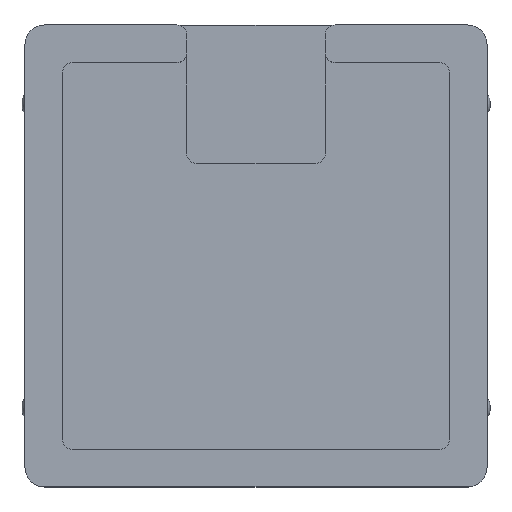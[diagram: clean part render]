
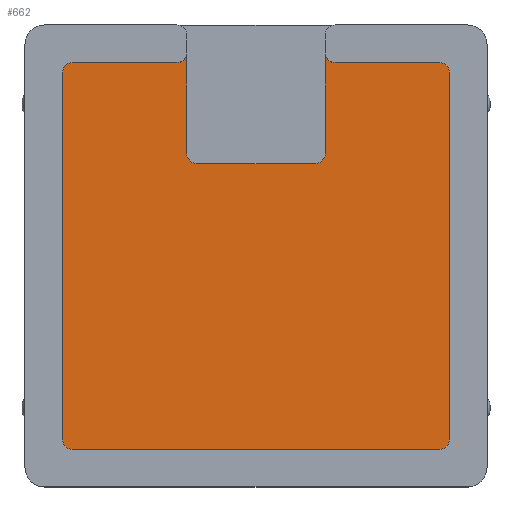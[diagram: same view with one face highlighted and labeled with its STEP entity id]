
A CAD part, top view. The second image highlights one B-rep face of the part: STEP entity #662.
In plain terms, the highlighted planar face has unit normal (0, 0, 1).
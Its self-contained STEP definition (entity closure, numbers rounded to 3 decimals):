
#25=LINE('',#1117,#81);
#33=LINE('',#1136,#89);
#45=LINE('',#1169,#101);
#50=LINE('',#1185,#106);
#54=LINE('',#1200,#110);
#55=LINE('',#1203,#111);
#56=LINE('',#1207,#112);
#57=LINE('',#1210,#113);
#81=VECTOR('',#811,10.);
#89=VECTOR('',#827,10.);
#101=VECTOR('',#855,10.);
#106=VECTOR('',#872,10.);
#110=VECTOR('',#888,10.);
#111=VECTOR('',#891,10.);
#112=VECTOR('',#894,10.);
#113=VECTOR('',#897,10.);
#159=PLANE('',#736);
#190=FACE_OUTER_BOUND('',#228,.T.);
#228=EDGE_LOOP('',(#529,#530,#531,#532,#533,#534,#535,#536,#537,#538,#539,
#540,#541,#542,#543,#544));
#262=CIRCLE('',#711,1.);
#268=CIRCLE('',#723,1.);
#270=CIRCLE('',#727,1.);
#272=CIRCLE('',#732,1.);
#273=CIRCLE('',#734,1.);
#275=CIRCLE('',#737,1.);
#276=CIRCLE('',#738,1.);
#277=CIRCLE('',#739,1.);
#295=VERTEX_POINT('',#1110);
#296=VERTEX_POINT('',#1112);
#297=VERTEX_POINT('',#1116);
#304=VERTEX_POINT('',#1134);
#315=VERTEX_POINT('',#1161);
#316=VERTEX_POINT('',#1163);
#317=VERTEX_POINT('',#1168);
#320=VERTEX_POINT('',#1176);
#322=VERTEX_POINT('',#1184);
#323=VERTEX_POINT('',#1190);
#324=VERTEX_POINT('',#1191);
#327=VERTEX_POINT('',#1199);
#328=VERTEX_POINT('',#1202);
#329=VERTEX_POINT('',#1204);
#330=VERTEX_POINT('',#1206);
#331=VERTEX_POINT('',#1208);
#363=EDGE_CURVE('',#295,#296,#262,.F.);
#365=EDGE_CURVE('',#296,#297,#25,.T.);
#375=EDGE_CURVE('',#295,#304,#33,.T.);
#388=EDGE_CURVE('',#315,#316,#268,.F.);
#391=EDGE_CURVE('',#317,#316,#45,.T.);
#395=EDGE_CURVE('',#317,#320,#270,.T.);
#399=EDGE_CURVE('',#322,#320,#50,.T.);
#401=EDGE_CURVE('',#322,#304,#272,.T.);
#402=EDGE_CURVE('',#323,#324,#273,.T.);
#406=EDGE_CURVE('',#327,#324,#54,.T.);
#407=EDGE_CURVE('',#327,#297,#275,.T.);
#408=EDGE_CURVE('',#328,#315,#55,.T.);
#409=EDGE_CURVE('',#328,#329,#276,.T.);
#410=EDGE_CURVE('',#330,#329,#56,.T.);
#411=EDGE_CURVE('',#330,#331,#277,.T.);
#412=EDGE_CURVE('',#323,#331,#57,.T.);
#529=ORIENTED_EDGE('',*,*,#402,.T.);
#530=ORIENTED_EDGE('',*,*,#406,.F.);
#531=ORIENTED_EDGE('',*,*,#407,.T.);
#532=ORIENTED_EDGE('',*,*,#365,.F.);
#533=ORIENTED_EDGE('',*,*,#363,.F.);
#534=ORIENTED_EDGE('',*,*,#375,.T.);
#535=ORIENTED_EDGE('',*,*,#401,.F.);
#536=ORIENTED_EDGE('',*,*,#399,.T.);
#537=ORIENTED_EDGE('',*,*,#395,.F.);
#538=ORIENTED_EDGE('',*,*,#391,.T.);
#539=ORIENTED_EDGE('',*,*,#388,.F.);
#540=ORIENTED_EDGE('',*,*,#408,.F.);
#541=ORIENTED_EDGE('',*,*,#409,.T.);
#542=ORIENTED_EDGE('',*,*,#410,.F.);
#543=ORIENTED_EDGE('',*,*,#411,.T.);
#544=ORIENTED_EDGE('',*,*,#412,.F.);
#662=ADVANCED_FACE('',(#190),#159,.F.);
#711=AXIS2_PLACEMENT_3D('',#1113,#806,#807);
#723=AXIS2_PLACEMENT_3D('',#1164,#849,#850);
#727=AXIS2_PLACEMENT_3D('',#1177,#862,#863);
#732=AXIS2_PLACEMENT_3D('',#1188,#876,#877);
#734=AXIS2_PLACEMENT_3D('',#1192,#880,#881);
#736=AXIS2_PLACEMENT_3D('',#1198,#886,#887);
#737=AXIS2_PLACEMENT_3D('',#1201,#889,#890);
#738=AXIS2_PLACEMENT_3D('',#1205,#892,#893);
#739=AXIS2_PLACEMENT_3D('',#1209,#895,#896);
#806=DIRECTION('center_axis',(0.,0.,-1.));
#807=DIRECTION('ref_axis',(-0.707,-0.707,0.));
#811=DIRECTION('',(1.,0.,0.));
#827=DIRECTION('',(0.,-1.,0.));
#849=DIRECTION('center_axis',(0.,0.,-1.));
#850=DIRECTION('ref_axis',(0.707,-0.707,0.));
#855=DIRECTION('',(0.,1.,0.));
#862=DIRECTION('center_axis',(0.,0.,1.));
#863=DIRECTION('ref_axis',(-0.707,-0.707,0.));
#872=DIRECTION('',(-1.,0.,0.));
#876=DIRECTION('center_axis',(0.,0.,1.));
#877=DIRECTION('ref_axis',(0.707,-0.707,0.));
#880=DIRECTION('center_axis',(0.,0.,1.));
#881=DIRECTION('ref_axis',(0.707,-0.707,0.));
#886=DIRECTION('center_axis',(0.,0.,-1.));
#887=DIRECTION('ref_axis',(-1.,0.,0.));
#888=DIRECTION('',(0.,-1.,0.));
#889=DIRECTION('center_axis',(0.,0.,1.));
#890=DIRECTION('ref_axis',(0.707,0.707,0.));
#891=DIRECTION('',(1.,0.,0.));
#892=DIRECTION('center_axis',(0.,0.,1.));
#893=DIRECTION('ref_axis',(-0.707,0.707,0.));
#894=DIRECTION('',(0.,1.,0.));
#895=DIRECTION('center_axis',(0.,0.,1.));
#896=DIRECTION('ref_axis',(-0.707,-0.707,0.));
#897=DIRECTION('',(-1.,0.,0.));
#1110=CARTESIAN_POINT('',(7.,20.55,-8.));
#1112=CARTESIAN_POINT('',(8.,19.55,-8.));
#1113=CARTESIAN_POINT('Origin',(8.,20.55,-8.));
#1116=CARTESIAN_POINT('',(18.55,19.55,-8.));
#1117=CARTESIAN_POINT('',(-19.55,19.55,-8.));
#1134=CARTESIAN_POINT('',(7.,10.35,-8.));
#1136=CARTESIAN_POINT('',(7.,11.675,-8.));
#1161=CARTESIAN_POINT('',(-8.,19.55,-8.));
#1163=CARTESIAN_POINT('',(-7.,20.55,-8.));
#1164=CARTESIAN_POINT('Origin',(-8.,20.55,-8.));
#1168=CARTESIAN_POINT('',(-7.,10.35,-8.));
#1169=CARTESIAN_POINT('',(-7.,4.675,-8.));
#1176=CARTESIAN_POINT('',(-6.,9.35,-8.));
#1177=CARTESIAN_POINT('Origin',(-6.,10.35,-8.));
#1184=CARTESIAN_POINT('',(6.,9.35,-8.));
#1185=CARTESIAN_POINT('',(3.5,9.35,-8.));
#1188=CARTESIAN_POINT('Origin',(6.,10.35,-8.));
#1190=CARTESIAN_POINT('',(18.55,-19.55,-8.));
#1191=CARTESIAN_POINT('',(19.55,-18.55,-8.));
#1192=CARTESIAN_POINT('Origin',(18.55,-18.55,-8.));
#1198=CARTESIAN_POINT('Origin',(0.,0.,
-8.));
#1199=CARTESIAN_POINT('',(19.55,18.55,-8.));
#1200=CARTESIAN_POINT('',(19.55,19.55,-8.));
#1201=CARTESIAN_POINT('Origin',(18.55,18.55,-8.));
#1202=CARTESIAN_POINT('',(-18.55,19.55,-8.));
#1203=CARTESIAN_POINT('',(-19.55,19.55,-8.));
#1204=CARTESIAN_POINT('',(-19.55,18.55,-8.));
#1205=CARTESIAN_POINT('Origin',(-18.55,18.55,-8.));
#1206=CARTESIAN_POINT('',(-19.55,-18.55,-8.));
#1207=CARTESIAN_POINT('',(-19.55,-19.55,-8.));
#1208=CARTESIAN_POINT('',(-18.55,-19.55,-8.));
#1209=CARTESIAN_POINT('Origin',(-18.55,-18.55,-8.));
#1210=CARTESIAN_POINT('',(19.55,-19.55,-8.));
